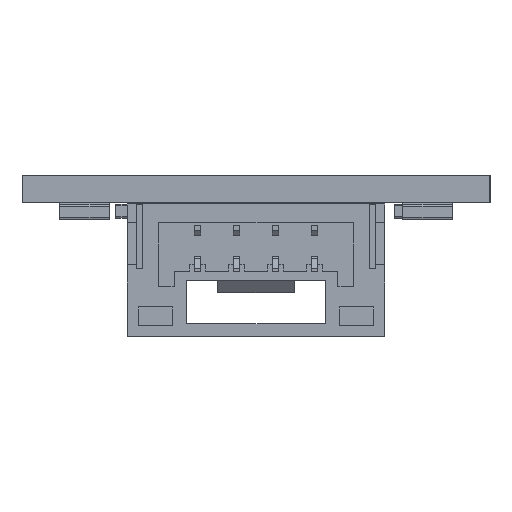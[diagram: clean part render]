
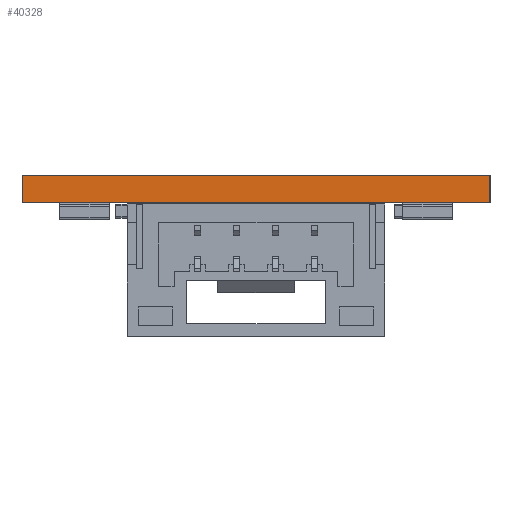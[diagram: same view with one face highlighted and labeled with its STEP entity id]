
A CAD part, left-side view. The second image highlights one B-rep face of the part: STEP entity #40328.
In plain terms, the highlighted planar face has unit normal (-1, 0, 0).
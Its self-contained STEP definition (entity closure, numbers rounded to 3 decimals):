
#36548 = PLANE('',#36549);
#36549 = AXIS2_PLACEMENT_3D('',#36550,#36551,#36552);
#36550 = CARTESIAN_POINT('',(15.,7.5,0.));
#36551 = DIRECTION('',(-0.,-0.,-1.));
#36552 = DIRECTION('',(-1.,0.,0.));
#36604 = PLANE('',#36605);
#36605 = AXIS2_PLACEMENT_3D('',#36606,#36607,#36608);
#36606 = CARTESIAN_POINT('',(15.,7.5,0.87));
#36607 = DIRECTION('',(-0.,-0.,-1.));
#36608 = DIRECTION('',(-1.,0.,0.));
#36820 = VERTEX_POINT('',#36821);
#36821 = CARTESIAN_POINT('',(0.,-0.,0.));
#36835 = PLANE('',#36836);
#36836 = AXIS2_PLACEMENT_3D('',#36837,#36838,#36839);
#36837 = CARTESIAN_POINT('',(30.,0.,0.));
#36838 = DIRECTION('',(0.,-1.,0.));
#36839 = DIRECTION('',(-1.,0.,0.));
#36847 = EDGE_CURVE('',#36820,#36848,#36850,.T.);
#36848 = VERTEX_POINT('',#36849);
#36849 = CARTESIAN_POINT('',(0.,15.,0.));
#36850 = SURFACE_CURVE('',#36851,(#36855,#36862),.PCURVE_S1.);
#36851 = LINE('',#36852,#36853);
#36852 = CARTESIAN_POINT('',(0.,-0.,0.));
#36853 = VECTOR('',#36854,1.);
#36854 = DIRECTION('',(0.,1.,0.));
#36855 = PCURVE('',#36548,#36856);
#36856 = DEFINITIONAL_REPRESENTATION('',(#36857),#36861);
#36857 = LINE('',#36858,#36859);
#36858 = CARTESIAN_POINT('',(15.,-7.5));
#36859 = VECTOR('',#36860,1.);
#36860 = DIRECTION('',(0.,1.));
#36861 = ( GEOMETRIC_REPRESENTATION_CONTEXT(2) 
PARAMETRIC_REPRESENTATION_CONTEXT() REPRESENTATION_CONTEXT('2D SPACE',''
  ) );
#36862 = PCURVE('',#36863,#36868);
#36863 = PLANE('',#36864);
#36864 = AXIS2_PLACEMENT_3D('',#36865,#36866,#36867);
#36865 = CARTESIAN_POINT('',(0.,0.,0.));
#36866 = DIRECTION('',(-1.,0.,0.));
#36867 = DIRECTION('',(0.,1.,0.));
#36868 = DEFINITIONAL_REPRESENTATION('',(#36869),#36873);
#36869 = LINE('',#36870,#36871);
#36870 = CARTESIAN_POINT('',(0.,0.));
#36871 = VECTOR('',#36872,1.);
#36872 = DIRECTION('',(1.,0.));
#36873 = ( GEOMETRIC_REPRESENTATION_CONTEXT(2) 
PARAMETRIC_REPRESENTATION_CONTEXT() REPRESENTATION_CONTEXT('2D SPACE',''
  ) );
#36891 = PLANE('',#36892);
#36892 = AXIS2_PLACEMENT_3D('',#36893,#36894,#36895);
#36893 = CARTESIAN_POINT('',(0.,15.,0.));
#36894 = DIRECTION('',(0.,1.,0.));
#36895 = DIRECTION('',(1.,0.,0.));
#38706 = VERTEX_POINT('',#38707);
#38707 = CARTESIAN_POINT('',(0.,0.,0.87));
#38728 = EDGE_CURVE('',#38706,#38729,#38731,.T.);
#38729 = VERTEX_POINT('',#38730);
#38730 = CARTESIAN_POINT('',(0.,15.,0.87));
#38731 = SURFACE_CURVE('',#38732,(#38736,#38743),.PCURVE_S1.);
#38732 = LINE('',#38733,#38734);
#38733 = CARTESIAN_POINT('',(0.,0.,0.87));
#38734 = VECTOR('',#38735,1.);
#38735 = DIRECTION('',(0.,1.,0.));
#38736 = PCURVE('',#36604,#38737);
#38737 = DEFINITIONAL_REPRESENTATION('',(#38738),#38742);
#38738 = LINE('',#38739,#38740);
#38739 = CARTESIAN_POINT('',(15.,-7.5));
#38740 = VECTOR('',#38741,1.);
#38741 = DIRECTION('',(0.,1.));
#38742 = ( GEOMETRIC_REPRESENTATION_CONTEXT(2) 
PARAMETRIC_REPRESENTATION_CONTEXT() REPRESENTATION_CONTEXT('2D SPACE',''
  ) );
#38743 = PCURVE('',#36863,#38744);
#38744 = DEFINITIONAL_REPRESENTATION('',(#38745),#38749);
#38745 = LINE('',#38746,#38747);
#38746 = CARTESIAN_POINT('',(0.,-0.87));
#38747 = VECTOR('',#38748,1.);
#38748 = DIRECTION('',(1.,0.));
#38749 = ( GEOMETRIC_REPRESENTATION_CONTEXT(2) 
PARAMETRIC_REPRESENTATION_CONTEXT() REPRESENTATION_CONTEXT('2D SPACE',''
  ) );
#40306 = EDGE_CURVE('',#36848,#38729,#40307,.T.);
#40307 = SURFACE_CURVE('',#40308,(#40312,#40319),.PCURVE_S1.);
#40308 = LINE('',#40309,#40310);
#40309 = CARTESIAN_POINT('',(0.,15.,0.));
#40310 = VECTOR('',#40311,1.);
#40311 = DIRECTION('',(0.,0.,1.));
#40312 = PCURVE('',#36891,#40313);
#40313 = DEFINITIONAL_REPRESENTATION('',(#40314),#40318);
#40314 = LINE('',#40315,#40316);
#40315 = CARTESIAN_POINT('',(0.,0.));
#40316 = VECTOR('',#40317,1.);
#40317 = DIRECTION('',(0.,-1.));
#40318 = ( GEOMETRIC_REPRESENTATION_CONTEXT(2) 
PARAMETRIC_REPRESENTATION_CONTEXT() REPRESENTATION_CONTEXT('2D SPACE',''
  ) );
#40319 = PCURVE('',#36863,#40320);
#40320 = DEFINITIONAL_REPRESENTATION('',(#40321),#40325);
#40321 = LINE('',#40322,#40323);
#40322 = CARTESIAN_POINT('',(15.,0.));
#40323 = VECTOR('',#40324,1.);
#40324 = DIRECTION('',(0.,-1.));
#40325 = ( GEOMETRIC_REPRESENTATION_CONTEXT(2) 
PARAMETRIC_REPRESENTATION_CONTEXT() REPRESENTATION_CONTEXT('2D SPACE',''
  ) );
#40328 = ADVANCED_FACE('',(#40329),#36863,.T.);
#40329 = FACE_BOUND('',#40330,.T.);
#40330 = EDGE_LOOP('',(#40331,#40352,#40353,#40354));
#40331 = ORIENTED_EDGE('',*,*,#40332,.T.);
#40332 = EDGE_CURVE('',#36820,#38706,#40333,.T.);
#40333 = SURFACE_CURVE('',#40334,(#40338,#40345),.PCURVE_S1.);
#40334 = LINE('',#40335,#40336);
#40335 = CARTESIAN_POINT('',(0.,-0.,0.));
#40336 = VECTOR('',#40337,1.);
#40337 = DIRECTION('',(0.,0.,1.));
#40338 = PCURVE('',#36863,#40339);
#40339 = DEFINITIONAL_REPRESENTATION('',(#40340),#40344);
#40340 = LINE('',#40341,#40342);
#40341 = CARTESIAN_POINT('',(0.,0.));
#40342 = VECTOR('',#40343,1.);
#40343 = DIRECTION('',(0.,-1.));
#40344 = ( GEOMETRIC_REPRESENTATION_CONTEXT(2) 
PARAMETRIC_REPRESENTATION_CONTEXT() REPRESENTATION_CONTEXT('2D SPACE',''
  ) );
#40345 = PCURVE('',#36835,#40346);
#40346 = DEFINITIONAL_REPRESENTATION('',(#40347),#40351);
#40347 = LINE('',#40348,#40349);
#40348 = CARTESIAN_POINT('',(30.,0.));
#40349 = VECTOR('',#40350,1.);
#40350 = DIRECTION('',(0.,-1.));
#40351 = ( GEOMETRIC_REPRESENTATION_CONTEXT(2) 
PARAMETRIC_REPRESENTATION_CONTEXT() REPRESENTATION_CONTEXT('2D SPACE',''
  ) );
#40352 = ORIENTED_EDGE('',*,*,#38728,.T.);
#40353 = ORIENTED_EDGE('',*,*,#40306,.F.);
#40354 = ORIENTED_EDGE('',*,*,#36847,.F.);
